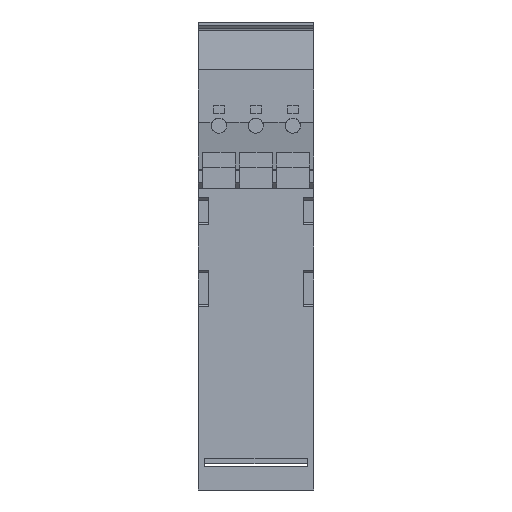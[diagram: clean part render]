
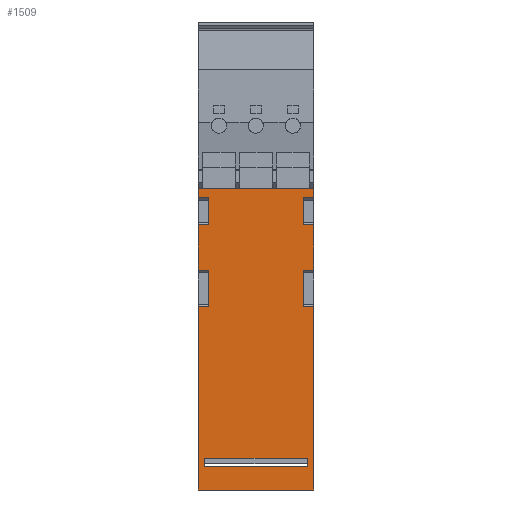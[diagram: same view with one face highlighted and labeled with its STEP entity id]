
A CAD part, front view. The second image highlights one B-rep face of the part: STEP entity #1509.
In plain terms, the highlighted planar face has unit normal (0, -1, 0).
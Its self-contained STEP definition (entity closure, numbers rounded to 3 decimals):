
#1509=ADVANCED_FACE('NONE',(#3829,#3830),#3831,.T.);
#3829=FACE_OUTER_BOUND('',#7768,.T.);
#3830=FACE_BOUND('',#7769,.T.);
#3831=PLANE('',#7770);
#7768=EDGE_LOOP('',(#21275,#21276,#21277,#21278,#21279,#21280,#21281,#21282,#21283,#21284,#21285,#21286,#21287,#21288,#21289,#21290,#21291,#21292,#21293,#21294));
#7769=EDGE_LOOP('',(#21295,#21296,#21297,#21298));
#7770=AXIS2_PLACEMENT_3D('',#21299,#21300,#21301);
#21275=ORIENTED_EDGE('',*,*,#29677,.T.);
#21276=ORIENTED_EDGE('',*,*,#29678,.T.);
#21277=ORIENTED_EDGE('',*,*,#29679,.F.);
#21278=ORIENTED_EDGE('',*,*,#29680,.T.);
#21279=ORIENTED_EDGE('',*,*,#29681,.T.);
#21280=ORIENTED_EDGE('',*,*,#29682,.T.);
#21281=ORIENTED_EDGE('',*,*,#29683,.F.);
#21282=ORIENTED_EDGE('',*,*,#29684,.T.);
#21283=ORIENTED_EDGE('',*,*,#29685,.T.);
#21284=ORIENTED_EDGE('',*,*,#29686,.T.);
#21285=ORIENTED_EDGE('',*,*,#29687,.T.);
#21286=ORIENTED_EDGE('',*,*,#29688,.F.);
#21287=ORIENTED_EDGE('',*,*,#29689,.F.);
#21288=ORIENTED_EDGE('',*,*,#29690,.F.);
#21289=ORIENTED_EDGE('',*,*,#29691,.T.);
#21290=ORIENTED_EDGE('',*,*,#29692,.F.);
#21291=ORIENTED_EDGE('',*,*,#29693,.F.);
#21292=ORIENTED_EDGE('',*,*,#29694,.F.);
#21293=ORIENTED_EDGE('',*,*,#29695,.T.);
#21294=ORIENTED_EDGE('',*,*,#29696,.F.);
#21295=ORIENTED_EDGE('',*,*,#29697,.T.);
#21296=ORIENTED_EDGE('',*,*,#29698,.T.);
#21297=ORIENTED_EDGE('',*,*,#29699,.T.);
#21298=ORIENTED_EDGE('',*,*,#29700,.T.);
#21299=CARTESIAN_POINT('',(0.0,6.34,62.2));
#21300=DIRECTION('',(0.0,-1.0,0.0));
#21301=DIRECTION('',(0.0,0.0,1.0));
#29677=EDGE_CURVE('NONE',#34338,#34339,#34340,.T.);
#29678=EDGE_CURVE('NONE',#34339,#34341,#34342,.T.);
#29679=EDGE_CURVE('NONE',#34343,#34341,#34344,.T.);
#29680=EDGE_CURVE('NONE',#34343,#34345,#34346,.T.);
#29681=EDGE_CURVE('NONE',#34345,#34347,#34348,.T.);
#29682=EDGE_CURVE('NONE',#34347,#34349,#34350,.T.);
#29683=EDGE_CURVE('NONE',#34351,#34349,#34352,.T.);
#29684=EDGE_CURVE('NONE',#34351,#34353,#34354,.T.);
#29685=EDGE_CURVE('NONE',#34353,#34355,#34356,.T.);
#29686=EDGE_CURVE('NONE',#34355,#34357,#34358,.T.);
#29687=EDGE_CURVE('NONE',#34357,#34359,#34360,.T.);
#29688=EDGE_CURVE('NONE',#34361,#34359,#34362,.T.);
#29689=EDGE_CURVE('NONE',#34363,#34361,#34364,.T.);
#29690=EDGE_CURVE('NONE',#34365,#34363,#34366,.T.);
#29691=EDGE_CURVE('NONE',#34365,#34367,#34368,.T.);
#29692=EDGE_CURVE('NONE',#34369,#34367,#34370,.T.);
#29693=EDGE_CURVE('NONE',#34371,#34369,#34372,.T.);
#29694=EDGE_CURVE('NONE',#34373,#34371,#34374,.T.);
#29695=EDGE_CURVE('NONE',#34373,#34375,#34376,.T.);
#29696=EDGE_CURVE('NONE',#34338,#34375,#34377,.T.);
#29697=EDGE_CURVE('NONE',#34378,#34379,#34380,.T.);
#29698=EDGE_CURVE('NONE',#34379,#34381,#34382,.T.);
#29699=EDGE_CURVE('NONE',#34381,#34383,#34384,.T.);
#29700=EDGE_CURVE('NONE',#34383,#34378,#34385,.T.);
#34338=VERTEX_POINT('NONE',#43309);
#34339=VERTEX_POINT('NONE',#43310);
#34340=LINE('',#43311,#43312);
#34341=VERTEX_POINT('NONE',#43313);
#34342=LINE('',#43314,#43315);
#34343=VERTEX_POINT('NONE',#43316);
#34344=LINE('',#43317,#43318);
#34345=VERTEX_POINT('NONE',#43319);
#34346=LINE('',#43320,#43321);
#34347=VERTEX_POINT('NONE',#43322);
#34348=LINE('',#43323,#43324);
#34349=VERTEX_POINT('NONE',#43325);
#34350=LINE('',#43326,#43327);
#34351=VERTEX_POINT('NONE',#43328);
#34352=LINE('',#43329,#43330);
#34353=VERTEX_POINT('NONE',#43331);
#34354=LINE('',#43332,#43333);
#34355=VERTEX_POINT('NONE',#43334);
#34356=LINE('',#43335,#43336);
#34357=VERTEX_POINT('NONE',#43337);
#34358=LINE('',#43338,#43339);
#34359=VERTEX_POINT('NONE',#43340);
#34360=LINE('',#43341,#43342);
#34361=VERTEX_POINT('NONE',#43343);
#34362=LINE('',#43344,#43345);
#34363=VERTEX_POINT('NONE',#43346);
#34364=LINE('',#43347,#43348);
#34365=VERTEX_POINT('NONE',#43349);
#34366=LINE('',#43350,#43351);
#34367=VERTEX_POINT('NONE',#43352);
#34368=LINE('',#43353,#43354);
#34369=VERTEX_POINT('NONE',#43355);
#34370=LINE('',#43356,#43357);
#34371=VERTEX_POINT('NONE',#43358);
#34372=LINE('',#43359,#43360);
#34373=VERTEX_POINT('NONE',#43361);
#34374=LINE('',#43362,#43363);
#34375=VERTEX_POINT('NONE',#43364);
#34376=LINE('',#43365,#43366);
#34377=LINE('',#43367,#43368);
#34378=VERTEX_POINT('NONE',#43369);
#34379=VERTEX_POINT('NONE',#43370);
#34380=LINE('',#43371,#43372);
#34381=VERTEX_POINT('NONE',#43373);
#34382=LINE('',#43374,#43375);
#34383=VERTEX_POINT('NONE',#43376);
#34384=LINE('',#43377,#43378);
#34385=LINE('',#43379,#43380);
#43309=CARTESIAN_POINT('',(22.5,6.34,58.7));
#43310=CARTESIAN_POINT('',(0.,6.34,58.7));
#43311=CARTESIAN_POINT('',(0.0,6.34,58.7));
#43312=VECTOR('',#52483,1000.0);
#43313=CARTESIAN_POINT('',(0.,6.34,56.8));
#43314=CARTESIAN_POINT('',(0.0,6.34,62.2));
#43315=VECTOR('',#52484,1000.0);
#43316=CARTESIAN_POINT('',(2.05,6.34,56.8));
#43317=CARTESIAN_POINT('',(2.05,6.34,56.8));
#43318=VECTOR('',#52485,1000.0);
#43319=CARTESIAN_POINT('',(2.05,6.34,51.6));
#43320=CARTESIAN_POINT('',(2.05,6.34,51.6));
#43321=VECTOR('',#52486,1000.0);
#43322=CARTESIAN_POINT('',(0.,6.34,51.6));
#43323=CARTESIAN_POINT('',(2.05,6.34,51.6));
#43324=VECTOR('',#52487,1000.0);
#43325=CARTESIAN_POINT('',(0.,6.34,42.7));
#43326=CARTESIAN_POINT('',(0.0,6.34,62.2));
#43327=VECTOR('',#52488,1000.0);
#43328=CARTESIAN_POINT('',(2.05,6.34,42.7));
#43329=CARTESIAN_POINT('',(2.05,6.34,42.7));
#43330=VECTOR('',#52489,1000.0);
#43331=CARTESIAN_POINT('',(2.05,6.34,35.6));
#43332=CARTESIAN_POINT('',(2.05,6.34,35.6));
#43333=VECTOR('',#52490,1000.0);
#43334=CARTESIAN_POINT('',(0.,6.34,35.6));
#43335=CARTESIAN_POINT('',(2.05,6.34,35.6));
#43336=VECTOR('',#52491,1000.0);
#43337=CARTESIAN_POINT('',(0.0,6.34,0.));
#43338=CARTESIAN_POINT('',(0.0,6.34,62.2));
#43339=VECTOR('',#52492,1000.0);
#43340=CARTESIAN_POINT('',(22.5,6.34,0.));
#43341=CARTESIAN_POINT('',(0.0,6.34,0.));
#43342=VECTOR('',#52493,1000.0);
#43343=CARTESIAN_POINT('',(22.5,6.34,35.6));
#43344=CARTESIAN_POINT('',(22.5,6.34,62.2));
#43345=VECTOR('',#52494,1000.0);
#43346=CARTESIAN_POINT('',(20.45,6.34,35.6));
#43347=CARTESIAN_POINT('',(20.45,6.34,35.6));
#43348=VECTOR('',#52495,1000.0);
#43349=CARTESIAN_POINT('',(20.45,6.34,42.7));
#43350=CARTESIAN_POINT('',(20.45,6.34,35.6));
#43351=VECTOR('',#52496,1000.0);
#43352=CARTESIAN_POINT('',(22.5,6.34,42.7));
#43353=CARTESIAN_POINT('',(20.45,6.34,42.7));
#43354=VECTOR('',#52497,1000.0);
#43355=CARTESIAN_POINT('',(22.5,6.34,51.6));
#43356=CARTESIAN_POINT('',(22.5,6.34,62.2));
#43357=VECTOR('',#52498,1000.0);
#43358=CARTESIAN_POINT('',(20.45,6.34,51.6));
#43359=CARTESIAN_POINT('',(20.45,6.34,51.6));
#43360=VECTOR('',#52499,1000.0);
#43361=CARTESIAN_POINT('',(20.45,6.34,56.8));
#43362=CARTESIAN_POINT('',(20.45,6.34,51.6));
#43363=VECTOR('',#52500,1000.0);
#43364=CARTESIAN_POINT('',(22.5,6.34,56.8));
#43365=CARTESIAN_POINT('',(20.45,6.34,56.8));
#43366=VECTOR('',#52501,1000.0);
#43367=CARTESIAN_POINT('',(22.5,6.34,62.2));
#43368=VECTOR('',#52502,1000.0);
#43369=CARTESIAN_POINT('',(21.253,6.34,4.5));
#43370=CARTESIAN_POINT('',(1.253,6.34,4.5));
#43371=CARTESIAN_POINT('',(0.0,6.34,4.5));
#43372=VECTOR('',#52503,1000.0);
#43373=CARTESIAN_POINT('',(1.253,6.34,6.2));
#43374=CARTESIAN_POINT('',(1.253,6.34,62.2));
#43375=VECTOR('',#52504,1000.0);
#43376=CARTESIAN_POINT('',(21.253,6.34,6.2));
#43377=CARTESIAN_POINT('',(0.0,6.34,6.2));
#43378=VECTOR('',#52505,1000.0);
#43379=CARTESIAN_POINT('',(21.253,6.34,62.2));
#43380=VECTOR('',#52506,1000.0);
#52483=DIRECTION('',(-1.0,0.0,0.0));
#52484=DIRECTION('',(0.0,0.0,-1.0));
#52485=DIRECTION('',(-1.0,0.0,0.0));
#52486=DIRECTION('',(0.0,0.0,-1.0));
#52487=DIRECTION('',(-1.0,0.0,0.0));
#52488=DIRECTION('',(0.0,0.0,-1.0));
#52489=DIRECTION('',(-1.0,0.0,0.0));
#52490=DIRECTION('',(0.0,0.0,-1.0));
#52491=DIRECTION('',(-1.0,0.0,0.0));
#52492=DIRECTION('',(0.0,0.0,-1.0));
#52493=DIRECTION('',(1.0,0.0,0.0));
#52494=DIRECTION('',(0.0,0.0,-1.0));
#52495=DIRECTION('',(1.0,0.0,-0.0));
#52496=DIRECTION('',(-0.0,0.0,-1.0));
#52497=DIRECTION('',(1.0,0.0,-0.0));
#52498=DIRECTION('',(0.0,0.0,-1.0));
#52499=DIRECTION('',(1.0,0.0,-0.0));
#52500=DIRECTION('',(-0.0,0.0,-1.0));
#52501=DIRECTION('',(1.0,0.0,-0.0));
#52502=DIRECTION('',(0.0,0.0,-1.0));
#52503=DIRECTION('',(-1.0,0.0,0.0));
#52504=DIRECTION('',(0.0,0.0,1.0));
#52505=DIRECTION('',(1.0,0.0,0.0));
#52506=DIRECTION('',(0.,0.0,-1.0));
